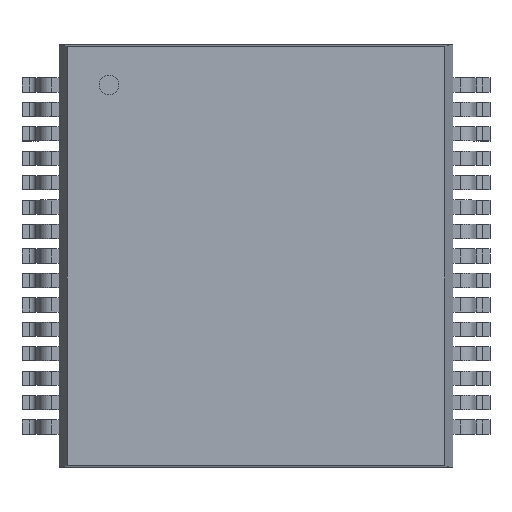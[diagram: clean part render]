
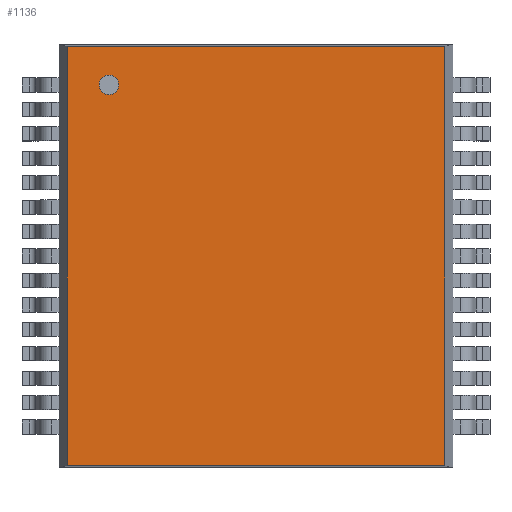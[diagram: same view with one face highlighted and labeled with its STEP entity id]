
A CAD part, top view. The second image highlights one B-rep face of the part: STEP entity #1136.
In plain terms, the highlighted planar face has unit normal (0, 0, 1).
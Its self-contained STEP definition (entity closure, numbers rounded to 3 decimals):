
#1136=ADVANCED_FACE('',(#1142),#1137,.T.);
#1137=PLANE('',#1138);
#1138=AXIS2_PLACEMENT_3D('',#1139,#1140,#1141);
#1139=CARTESIAN_POINT('',(-7.722,-8.572,2.362));
#1140=DIRECTION('',(0.0,0.0,1.0));
#1141=DIRECTION('',(0.,1.,0.));
#1142=FACE_OUTER_BOUND('',#1143,.T.);
#1143=EDGE_LOOP('',(#1144,#1154,#1164,#1174));
#1147=CARTESIAN_POINT('',(7.722,-8.572,2.362));
#1146=VERTEX_POINT('',#1147);
#1149=CARTESIAN_POINT('',(-7.722,-8.572,2.362));
#1148=VERTEX_POINT('',#1149);
#1145=EDGE_CURVE('',#1146,#1148,#1150,.T.);
#1150=LINE('',#1147,#1152);
#1152=VECTOR('',#1153,15.443);
#1153=DIRECTION('',(-1.0,0.0,0.0));
#1144=ORIENTED_EDGE('',*,*,#1145,.F.);
#1157=CARTESIAN_POINT('',(7.722,8.572,2.362));
#1156=VERTEX_POINT('',#1157);
#1155=EDGE_CURVE('',#1156,#1146,#1160,.T.);
#1160=LINE('',#1157,#1162);
#1162=VECTOR('',#1163,17.145);
#1163=DIRECTION('',(0.0,-1.0,0.0));
#1154=ORIENTED_EDGE('',*,*,#1155,.F.);
#1167=CARTESIAN_POINT('',(-7.722,8.572,2.362));
#1166=VERTEX_POINT('',#1167);
#1165=EDGE_CURVE('',#1166,#1156,#1170,.T.);
#1170=LINE('',#1167,#1172);
#1172=VECTOR('',#1173,15.443);
#1173=DIRECTION('',(1.0,0.0,0.0));
#1164=ORIENTED_EDGE('',*,*,#1165,.F.);
#1175=EDGE_CURVE('',#1148,#1166,#1180,.T.);
#1180=LINE('',#1149,#1182);
#1182=VECTOR('',#1183,17.145);
#1183=DIRECTION('',(0.0,1.0,0.0));
#1174=ORIENTED_EDGE('',*,*,#1175,.F.);
